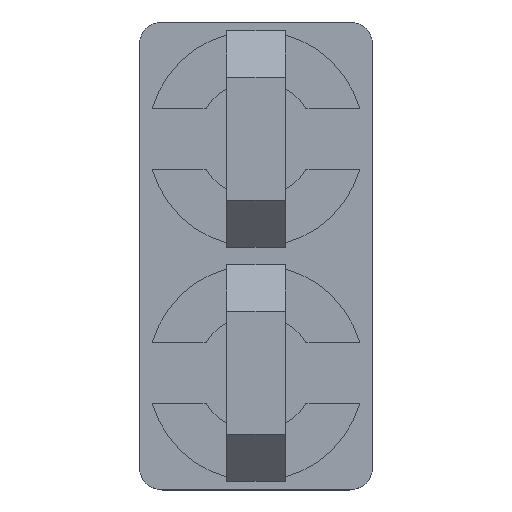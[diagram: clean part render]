
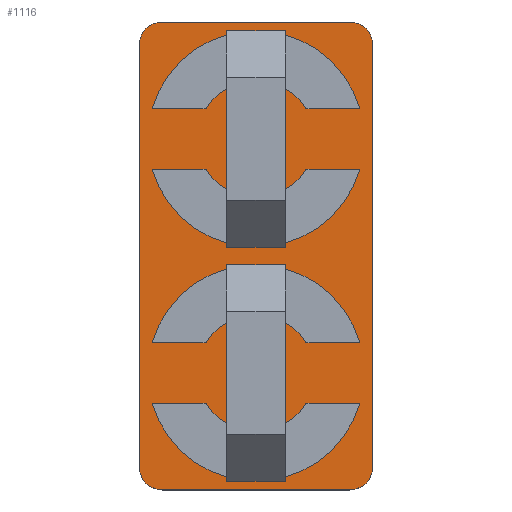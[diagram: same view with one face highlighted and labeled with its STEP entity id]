
A CAD part, top view. The second image highlights one B-rep face of the part: STEP entity #1116.
In plain terms, the highlighted planar face has unit normal (0, 0, 1).
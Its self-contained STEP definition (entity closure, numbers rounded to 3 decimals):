
#1116=ADVANCED_FACE('',(#1513,#1514,#1515,#1516,#1517,#1518,#1519),#1520,.T.);
#1513=FACE_BOUND('',#1935,.T.);
#1514=FACE_BOUND('',#1936,.T.);
#1515=FACE_BOUND('',#1937,.T.);
#1516=FACE_BOUND('',#1938,.T.);
#1517=FACE_BOUND('',#1939,.T.);
#1518=FACE_BOUND('',#1940,.T.);
#1519=FACE_OUTER_BOUND('',#1941,.T.);
#1520=PLANE('',#1942);
#1935=EDGE_LOOP('',(#2641,#2642,#2643,#2644));
#1936=EDGE_LOOP('',(#2645,#2646,#2647,#2648));
#1937=EDGE_LOOP('',(#2649,#2650,#2651,#2652));
#1938=EDGE_LOOP('',(#2653,#2654,#2655,#2656));
#1939=EDGE_LOOP('',(#2657));
#1940=EDGE_LOOP('',(#2658));
#1941=EDGE_LOOP('',(#2659,#2660,#2661,#2662,#2663,#2664,#2665,#2666));
#1942=AXIS2_PLACEMENT_3D('',#2667,#2668,#2669);
#2641=ORIENTED_EDGE('',*,*,#3577,.F.);
#2642=ORIENTED_EDGE('',*,*,#3578,.F.);
#2643=ORIENTED_EDGE('',*,*,#3579,.F.);
#2644=ORIENTED_EDGE('',*,*,#3580,.F.);
#2645=ORIENTED_EDGE('',*,*,#3581,.F.);
#2646=ORIENTED_EDGE('',*,*,#3582,.F.);
#2647=ORIENTED_EDGE('',*,*,#3583,.F.);
#2648=ORIENTED_EDGE('',*,*,#3584,.F.);
#2649=ORIENTED_EDGE('',*,*,#3585,.F.);
#2650=ORIENTED_EDGE('',*,*,#3586,.F.);
#2651=ORIENTED_EDGE('',*,*,#3587,.F.);
#2652=ORIENTED_EDGE('',*,*,#3588,.F.);
#2653=ORIENTED_EDGE('',*,*,#3589,.F.);
#2654=ORIENTED_EDGE('',*,*,#3590,.F.);
#2655=ORIENTED_EDGE('',*,*,#3591,.F.);
#2656=ORIENTED_EDGE('',*,*,#3592,.F.);
#2657=ORIENTED_EDGE('',*,*,#3593,.F.);
#2658=ORIENTED_EDGE('',*,*,#3594,.F.);
#2659=ORIENTED_EDGE('',*,*,#3595,.T.);
#2660=ORIENTED_EDGE('',*,*,#3574,.F.);
#2661=ORIENTED_EDGE('',*,*,#3596,.T.);
#2662=ORIENTED_EDGE('',*,*,#3550,.F.);
#2663=ORIENTED_EDGE('',*,*,#3597,.T.);
#2664=ORIENTED_EDGE('',*,*,#3561,.F.);
#2665=ORIENTED_EDGE('',*,*,#3598,.T.);
#2666=ORIENTED_EDGE('',*,*,#3565,.F.);
#2667=CARTESIAN_POINT('',(0.0,0.0,8.0));
#2668=DIRECTION('',(0.0,0.0,1.0));
#2669=DIRECTION('',(1.0,0.0,0.0));
#3550=EDGE_CURVE('',#4128,#4129,#4130,.T.);
#3561=EDGE_CURVE('',#4145,#4147,#4148,.T.);
#3565=EDGE_CURVE('',#4151,#4153,#4154,.T.);
#3574=EDGE_CURVE('',#4165,#4167,#4168,.T.);
#3577=EDGE_CURVE('',#4171,#4172,#4173,.T.);
#3578=EDGE_CURVE('',#4174,#4171,#4175,.T.);
#3579=EDGE_CURVE('',#4176,#4174,#4177,.T.);
#3580=EDGE_CURVE('',#4172,#4176,#4178,.T.);
#3581=EDGE_CURVE('',#4179,#4180,#4181,.T.);
#3582=EDGE_CURVE('',#4182,#4179,#4183,.T.);
#3583=EDGE_CURVE('',#4184,#4182,#4185,.T.);
#3584=EDGE_CURVE('',#4180,#4184,#4186,.T.);
#3585=EDGE_CURVE('',#4187,#4188,#4189,.T.);
#3586=EDGE_CURVE('',#4190,#4187,#4191,.T.);
#3587=EDGE_CURVE('',#4192,#4190,#4193,.T.);
#3588=EDGE_CURVE('',#4188,#4192,#4194,.T.);
#3589=EDGE_CURVE('',#4195,#4196,#4197,.T.);
#3590=EDGE_CURVE('',#4198,#4195,#4199,.T.);
#3591=EDGE_CURVE('',#4200,#4198,#4201,.T.);
#3592=EDGE_CURVE('',#4196,#4200,#4202,.T.);
#3593=EDGE_CURVE('',#4203,#4203,#4204,.T.);
#3594=EDGE_CURVE('',#4205,#4205,#4206,.T.);
#3595=EDGE_CURVE('',#4151,#4167,#4207,.T.);
#3596=EDGE_CURVE('',#4165,#4129,#4208,.T.);
#3597=EDGE_CURVE('',#4128,#4147,#4209,.T.);
#3598=EDGE_CURVE('',#4145,#4153,#4210,.T.);
#4128=VERTEX_POINT('',#5000);
#4129=VERTEX_POINT('',#5001);
#4130=LINE('',#5002,#5003);
#4145=VERTEX_POINT('',#5026);
#4147=VERTEX_POINT('',#5029);
#4148=LINE('',#5030,#5031);
#4151=VERTEX_POINT('',#5035);
#4153=VERTEX_POINT('',#5038);
#4154=LINE('',#5039,#5040);
#4165=VERTEX_POINT('',#5057);
#4167=VERTEX_POINT('',#5060);
#4168=LINE('',#5061,#5062);
#4171=VERTEX_POINT('',#5066);
#4172=VERTEX_POINT('',#5067);
#4173=CIRCLE('',#5068,18.5);
#4174=VERTEX_POINT('',#5069);
#4175=LINE('',#5070,#5071);
#4176=VERTEX_POINT('',#5072);
#4177=CIRCLE('',#5073,10.0);
#4178=LINE('',#5074,#5075);
#4179=VERTEX_POINT('',#5076);
#4180=VERTEX_POINT('',#5077);
#4181=LINE('',#5078,#5079);
#4182=VERTEX_POINT('',#5080);
#4183=CIRCLE('',#5081,18.5);
#4184=VERTEX_POINT('',#5082);
#4185=LINE('',#5083,#5084);
#4186=CIRCLE('',#5085,10.0);
#4187=VERTEX_POINT('',#5086);
#4188=VERTEX_POINT('',#5087);
#4189=CIRCLE('',#5088,10.0);
#4190=VERTEX_POINT('',#5089);
#4191=LINE('',#5090,#5091);
#4192=VERTEX_POINT('',#5092);
#4193=CIRCLE('',#5093,18.5);
#4194=LINE('',#5094,#5095);
#4195=VERTEX_POINT('',#5096);
#4196=VERTEX_POINT('',#5097);
#4197=CIRCLE('',#5098,10.0);
#4198=VERTEX_POINT('',#5099);
#4199=LINE('',#5100,#5101);
#4200=VERTEX_POINT('',#5102);
#4201=CIRCLE('',#5103,18.5);
#4202=LINE('',#5104,#5105);
#4203=VERTEX_POINT('',#5106);
#4204=CIRCLE('',#5107,4.1);
#4205=VERTEX_POINT('',#5108);
#4206=CIRCLE('',#5109,4.1);
#4207=CIRCLE('',#5110,4.0);
#4208=CIRCLE('',#5111,4.0);
#4209=CIRCLE('',#5112,4.0);
#4210=CIRCLE('',#5113,4.0);
#5000=CARTESIAN_POINT('',(40.0,16.0,8.0));
#5001=CARTESIAN_POINT('',(40.0,-16.0,8.0));
#5002=CARTESIAN_POINT('',(40.0,0.0,8.0));
#5003=VECTOR('',#5733,1.0);
#5026=CARTESIAN_POINT('',(-36.0,20.0,8.0));
#5029=CARTESIAN_POINT('',(36.0,20.0,8.0));
#5030=CARTESIAN_POINT('',(0.0,20.0,8.0));
#5031=VECTOR('',#5743,1.0);
#5035=CARTESIAN_POINT('',(-40.0,-16.0,8.0));
#5038=CARTESIAN_POINT('',(-40.0,16.0,8.0));
#5039=CARTESIAN_POINT('',(-40.0,0.0,8.0));
#5040=VECTOR('',#5746,1.0);
#5057=CARTESIAN_POINT('',(36.0,-20.0,8.0));
#5060=CARTESIAN_POINT('',(-36.0,-20.0,8.0));
#5061=CARTESIAN_POINT('',(0.0,-20.0,8.0));
#5062=VECTOR('',#5754,1.0);
#5066=CARTESIAN_POINT('',(25.2,-17.754,8.0));
#5067=CARTESIAN_POINT('',(25.2,17.754,8.0));
#5068=AXIS2_PLACEMENT_3D('',#5756,#5757,#5758);
#5069=CARTESIAN_POINT('',(25.2,-8.542,8.0));
#5070=CARTESIAN_POINT('',(25.2,-13.148,8.0));
#5071=VECTOR('',#5759,1.0);
#5072=CARTESIAN_POINT('',(25.2,8.542,8.0));
#5073=AXIS2_PLACEMENT_3D('',#5760,#5761,#5762);
#5074=CARTESIAN_POINT('',(25.2,13.148,8.0));
#5075=VECTOR('',#5763,1.0);
#5076=CARTESIAN_POINT('',(14.8,-17.754,8.0));
#5077=CARTESIAN_POINT('',(14.8,-8.542,8.0));
#5078=CARTESIAN_POINT('',(14.8,-13.148,8.0));
#5079=VECTOR('',#5764,1.0);
#5080=CARTESIAN_POINT('',(14.8,17.754,8.0));
#5081=AXIS2_PLACEMENT_3D('',#5765,#5766,#5767);
#5082=CARTESIAN_POINT('',(14.8,8.542,8.0));
#5083=CARTESIAN_POINT('',(14.8,13.148,8.0));
#5084=VECTOR('',#5768,1.0);
#5085=AXIS2_PLACEMENT_3D('',#5769,#5770,#5771);
#5086=CARTESIAN_POINT('',(-25.2,-8.542,8.0));
#5087=CARTESIAN_POINT('',(-25.2,8.542,8.0));
#5088=AXIS2_PLACEMENT_3D('',#5772,#5773,#5774);
#5089=CARTESIAN_POINT('',(-25.2,-17.754,8.0));
#5090=CARTESIAN_POINT('',(-25.2,-13.148,8.0));
#5091=VECTOR('',#5775,1.0);
#5092=CARTESIAN_POINT('',(-25.2,17.754,8.0));
#5093=AXIS2_PLACEMENT_3D('',#5776,#5777,#5778);
#5094=CARTESIAN_POINT('',(-25.2,13.148,8.0));
#5095=VECTOR('',#5779,1.0);
#5096=CARTESIAN_POINT('',(-14.8,8.542,8.0));
#5097=CARTESIAN_POINT('',(-14.8,-8.542,8.0));
#5098=AXIS2_PLACEMENT_3D('',#5780,#5781,#5782);
#5099=CARTESIAN_POINT('',(-14.8,17.754,8.0));
#5100=CARTESIAN_POINT('',(-14.8,13.148,8.0));
#5101=VECTOR('',#5783,1.0);
#5102=CARTESIAN_POINT('',(-14.8,-17.754,8.0));
#5103=AXIS2_PLACEMENT_3D('',#5784,#5785,#5786);
#5104=CARTESIAN_POINT('',(-14.8,-13.148,8.0));
#5105=VECTOR('',#5787,1.0);
#5106=CARTESIAN_POINT('',(-15.9,0.0,8.0));
#5107=AXIS2_PLACEMENT_3D('',#5788,#5789,#5790);
#5108=CARTESIAN_POINT('',(24.1,0.0,8.0));
#5109=AXIS2_PLACEMENT_3D('',#5791,#5792,#5793);
#5110=AXIS2_PLACEMENT_3D('',#5794,#5795,#5796);
#5111=AXIS2_PLACEMENT_3D('',#5797,#5798,#5799);
#5112=AXIS2_PLACEMENT_3D('',#5800,#5801,#5802);
#5113=AXIS2_PLACEMENT_3D('',#5803,#5804,#5805);
#5733=DIRECTION('',(0.0,-1.0,0.0));
#5743=DIRECTION('',(1.0,0.0,0.0));
#5746=DIRECTION('',(0.0,1.0,0.0));
#5754=DIRECTION('',(-1.0,0.0,0.0));
#5756=CARTESIAN_POINT('',(20.0,0.,8.0));
#5757=DIRECTION('',(0.0,0.0,1.0));
#5758=DIRECTION('',(1.0,0.0,0.0));
#5759=DIRECTION('',(0.,-1.0,0.0));
#5760=CARTESIAN_POINT('',(20.0,0.0,8.0));
#5761=DIRECTION('',(0.0,0.0,-1.0));
#5762=DIRECTION('',(1.0,0.0,0.0));
#5763=DIRECTION('',(0.,-1.0,0.0));
#5764=DIRECTION('',(0.,1.0,0.0));
#5765=CARTESIAN_POINT('',(20.0,0.,8.0));
#5766=DIRECTION('',(0.0,0.0,1.0));
#5767=DIRECTION('',(1.0,0.0,0.0));
#5768=DIRECTION('',(0.,1.0,0.0));
#5769=CARTESIAN_POINT('',(20.0,0.0,8.0));
#5770=DIRECTION('',(0.0,0.0,-1.0));
#5771=DIRECTION('',(1.0,0.0,0.0));
#5772=CARTESIAN_POINT('',(-20.0,0.0,8.0));
#5773=DIRECTION('',(0.0,0.0,-1.0));
#5774=DIRECTION('',(1.0,0.0,0.0));
#5775=DIRECTION('',(0.,1.0,0.0));
#5776=CARTESIAN_POINT('',(-20.0,0.0,8.0));
#5777=DIRECTION('',(0.0,0.0,1.0));
#5778=DIRECTION('',(1.0,0.0,0.0));
#5779=DIRECTION('',(0.,1.0,0.0));
#5780=CARTESIAN_POINT('',(-20.0,0.0,8.0));
#5781=DIRECTION('',(0.0,0.0,-1.0));
#5782=DIRECTION('',(1.0,0.0,0.0));
#5783=DIRECTION('',(0.,-1.0,0.0));
#5784=CARTESIAN_POINT('',(-20.0,0.,8.0));
#5785=DIRECTION('',(0.0,0.0,1.0));
#5786=DIRECTION('',(1.0,0.0,0.0));
#5787=DIRECTION('',(0.,-1.0,0.0));
#5788=CARTESIAN_POINT('',(-20.0,0.0,8.0));
#5789=DIRECTION('',(0.0,0.0,1.0));
#5790=DIRECTION('',(1.0,0.0,0.0));
#5791=CARTESIAN_POINT('',(20.0,0.0,8.0));
#5792=DIRECTION('',(0.0,0.0,1.0));
#5793=DIRECTION('',(1.0,0.0,0.0));
#5794=CARTESIAN_POINT('',(-36.0,-16.0,8.0));
#5795=DIRECTION('',(0.0,0.0,1.0));
#5796=DIRECTION('',(1.0,0.0,0.0));
#5797=CARTESIAN_POINT('',(36.0,-16.0,8.0));
#5798=DIRECTION('',(0.0,0.0,1.0));
#5799=DIRECTION('',(1.0,0.0,0.0));
#5800=CARTESIAN_POINT('',(36.0,16.0,8.0));
#5801=DIRECTION('',(0.0,0.0,1.0));
#5802=DIRECTION('',(1.0,0.0,0.0));
#5803=CARTESIAN_POINT('',(-36.0,16.0,8.0));
#5804=DIRECTION('',(0.0,0.0,1.0));
#5805=DIRECTION('',(1.0,0.0,0.0));
